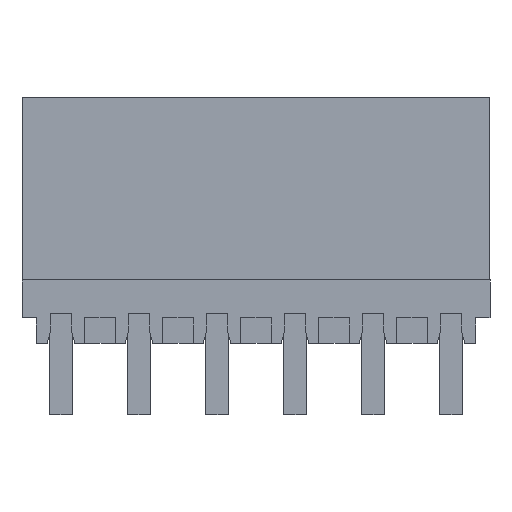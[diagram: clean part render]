
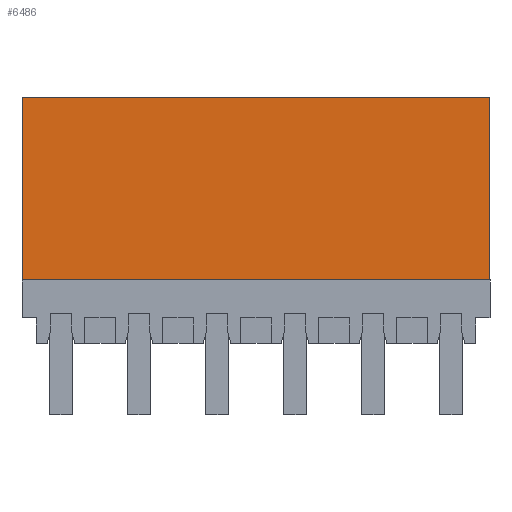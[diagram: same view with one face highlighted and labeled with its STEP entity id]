
A CAD part, front view. The second image highlights one B-rep face of the part: STEP entity #6486.
In plain terms, the highlighted planar face has unit normal (0, -1, 0).
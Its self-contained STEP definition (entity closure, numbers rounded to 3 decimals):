
#6473=AXIS2_PLACEMENT_3D('Plane Axis2P3D',#6470,#6471,#6472) ;
#2283=CARTESIAN_POINT('Line Origine',(21.,0.,10.15)) ;
#2287=CARTESIAN_POINT('Vertex',(21.,0.,14.25)) ;
#2289=CARTESIAN_POINT('Vertex',(21.,0.,6.05)) ;
#3966=CARTESIAN_POINT('Vertex',(0.,0.,6.05)) ;
#3969=CARTESIAN_POINT('Line Origine',(0.,0.,10.15)) ;
#3973=CARTESIAN_POINT('Vertex',(0.,0.,14.25)) ;
#4507=CARTESIAN_POINT('Line Origine',(10.5,0.,6.05)) ;
#6470=CARTESIAN_POINT('Axis2P3D Location',(6.3,0.,14.25)) ;
#6475=CARTESIAN_POINT('Line Origine',(10.5,0.,14.25)) ;
#2284=DIRECTION('Vector Direction',(0.,0.,-1.)) ;
#3970=DIRECTION('Vector Direction',(0.,0.,-1.)) ;
#4508=DIRECTION('Vector Direction',(1.,0.,0.)) ;
#6471=DIRECTION('Axis2P3D Direction',(0.,-1.,0.)) ;
#6472=DIRECTION('Axis2P3D XDirection',(0.,0.,-1.)) ;
#6476=DIRECTION('Vector Direction',(1.,0.,0.)) ;
#2285=VECTOR('Line Direction',#2284,1.) ;
#3971=VECTOR('Line Direction',#3970,1.) ;
#4509=VECTOR('Line Direction',#4508,1.) ;
#6477=VECTOR('Line Direction',#6476,1.) ;
#6481=ORIENTED_EDGE('',*,*,#3975,.T.) ;
#6482=ORIENTED_EDGE('',*,*,#4511,.F.) ;
#6483=ORIENTED_EDGE('',*,*,#2291,.F.) ;
#6484=ORIENTED_EDGE('',*,*,#6479,.F.) ;
#6486=ADVANCED_FACE('HOUSING',(#6485),#6474,.T.) ;
#2291=EDGE_CURVE('',#2288,#2290,#2286,.T.) ;
#3975=EDGE_CURVE('',#3974,#3967,#3972,.T.) ;
#4511=EDGE_CURVE('',#2290,#3967,#4510,.F.) ;
#6479=EDGE_CURVE('',#3974,#2288,#6478,.T.) ;
#6480=EDGE_LOOP('',(#6481,#6482,#6483,#6484)) ;
#6485=FACE_OUTER_BOUND('',#6480,.T.) ;
#2286=LINE('Line',#2283,#2285) ;
#3972=LINE('Line',#3969,#3971) ;
#4510=LINE('Line',#4507,#4509) ;
#6478=LINE('Line',#6475,#6477) ;
#6474=PLANE('',#6473) ;
#2288=VERTEX_POINT('',#2287) ;
#2290=VERTEX_POINT('',#2289) ;
#3967=VERTEX_POINT('',#3966) ;
#3974=VERTEX_POINT('',#3973) ;
